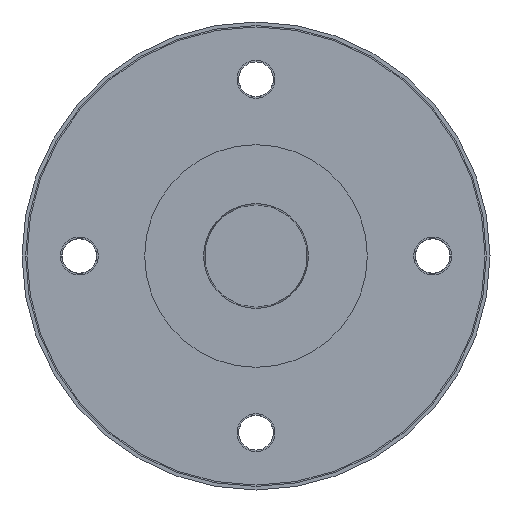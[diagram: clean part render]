
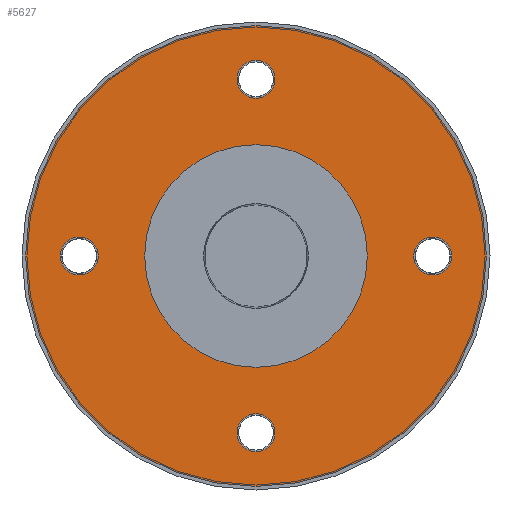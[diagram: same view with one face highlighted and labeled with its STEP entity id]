
A CAD part, front view. The second image highlights one B-rep face of the part: STEP entity #5627.
In plain terms, the highlighted planar face has unit normal (0, -1, 0).
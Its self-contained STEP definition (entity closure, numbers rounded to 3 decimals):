
#19 = CIRCLE ( 'NONE', #34, 2.9 ) ;
#20 = CIRCLE ( 'NONE', #119, 2.9 ) ;
#34 = AXIS2_PLACEMENT_3D ( 'NONE', #3565, #3566, #3567 ) ;
#53 = AXIS2_PLACEMENT_3D ( 'NONE', #3632, #3633, #3634 ) ;
#78 = CIRCLE ( 'NONE', #53, 2.9 ) ;
#105 = CIRCLE ( 'NONE', #134, 2.9 ) ;
#119 = AXIS2_PLACEMENT_3D ( 'NONE', #3664, #3665, #3666 ) ;
#134 = AXIS2_PLACEMENT_3D ( 'NONE', #3557, #3558, #3559 ) ;
#170 = CIRCLE ( 'NONE', #212, 35.2 ) ;
#172 = CIRCLE ( 'NONE', #173, 17. ) ;
#173 = AXIS2_PLACEMENT_3D ( 'NONE', #1264, #1265, #1266 ) ;
#212 = AXIS2_PLACEMENT_3D ( 'NONE', #1271, #1272, #1273 ) ;
#301 = CARTESIAN_POINT ( 'NONE',  ( 0., 0., 0. ) ) ;
#302 = DIRECTION ( 'NONE',  ( 0., 1., 0. ) ) ;
#303 = DIRECTION ( 'NONE',  ( 0., 0., 1. ) ) ;
#355 = CARTESIAN_POINT ( 'NONE',  ( -27., 0., -2.9 ) ) ;
#357 = CARTESIAN_POINT ( 'NONE',  ( -27., 0., 2.9 ) ) ;
#359 = CARTESIAN_POINT ( 'NONE',  ( 0., 0., 24.1 ) ) ;
#367 = CARTESIAN_POINT ( 'NONE',  ( 0., 0., -29.9 ) ) ;
#381 = CARTESIAN_POINT ( 'NONE',  ( 0., 0., 35.2 ) ) ;
#401 = CARTESIAN_POINT ( 'NONE',  ( 0., 0., 29.9 ) ) ;
#408 = CARTESIAN_POINT ( 'NONE',  ( 0., 0., -24.1 ) ) ;
#410 = CARTESIAN_POINT ( 'NONE',  ( 27., 0., 2.9 ) ) ;
#421 = CARTESIAN_POINT ( 'NONE',  ( 27., 0., -2.9 ) ) ;
#525 = CARTESIAN_POINT ( 'NONE',  ( 0., 0., -17. ) ) ;
#533 = CARTESIAN_POINT ( 'NONE',  ( 0., 0., 17. ) ) ;
#540 = CARTESIAN_POINT ( 'NONE',  ( 0., 0., -35.2 ) ) ;
#578 = CARTESIAN_POINT ( 'NONE',  ( 0., 0., 27. ) ) ;
#579 = DIRECTION ( 'NONE',  ( 0., 1., 0. ) ) ;
#580 = DIRECTION ( 'NONE',  ( 0., 0., 1. ) ) ;
#639 = CARTESIAN_POINT ( 'NONE',  ( 0., 0., -27. ) ) ;
#640 = DIRECTION ( 'NONE',  ( 0., 1., 0. ) ) ;
#641 = DIRECTION ( 'NONE',  ( 0., 0., 1. ) ) ;
#822 = AXIS2_PLACEMENT_3D ( 'NONE', #639, #640, #641 ) ;
#826 = CIRCLE ( 'NONE', #822, 2.9 ) ;
#1264 = CARTESIAN_POINT ( 'NONE',  ( 0., 0., 0. ) ) ;
#1265 = DIRECTION ( 'NONE',  ( 0., 1., 0. ) ) ;
#1266 = DIRECTION ( 'NONE',  ( 0., 0., 1. ) ) ;
#1271 = CARTESIAN_POINT ( 'NONE',  ( 0., 0., 0. ) ) ;
#1272 = DIRECTION ( 'NONE',  ( 0., 1., 0. ) ) ;
#1273 = DIRECTION ( 'NONE',  ( 0., 0., 1. ) ) ;
#1535 = CIRCLE ( 'NONE', #1618, 2.9 ) ;
#1585 = AXIS2_PLACEMENT_3D ( 'NONE', #3834, #3835, #3836 ) ;
#1618 = AXIS2_PLACEMENT_3D ( 'NONE', #3673, #3674, #3675 ) ;
#1662 = CIRCLE ( 'NONE', #1722, 2.9 ) ;
#1665 = AXIS2_PLACEMENT_3D ( 'NONE', #4879, #4880, #4881 ) ;
#1666 = CIRCLE ( 'NONE', #1665, 17. ) ;
#1722 = AXIS2_PLACEMENT_3D ( 'NONE', #4887, #4888, #4889 ) ;
#1788 = EDGE_CURVE ( 'NONE', #2876, #2072, #3544, .T. ) ;
#1798 = EDGE_LOOP ( 'NONE', ( #2627, #2606 ) ) ;
#1822 = EDGE_LOOP ( 'NONE', ( #2546, #2877 ) ) ;
#1848 = EDGE_LOOP ( 'NONE', ( #2670, #2634 ) ) ;
#1882 = EDGE_LOOP ( 'NONE', ( #2637, #2671 ) ) ;
#1899 = EDGE_LOOP ( 'NONE', ( #2591, #3016 ) ) ;
#2044 = VERTEX_POINT ( 'NONE', #355 ) ;
#2046 = VERTEX_POINT ( 'NONE', #357 ) ;
#2056 = VERTEX_POINT ( 'NONE', #359 ) ;
#2057 = VERTEX_POINT ( 'NONE', #367 ) ;
#2072 = VERTEX_POINT ( 'NONE', #381 ) ;
#2127 = VERTEX_POINT ( 'NONE', #401 ) ;
#2137 = VERTEX_POINT ( 'NONE', #408 ) ;
#2190 = VERTEX_POINT ( 'NONE', #410 ) ;
#2191 = VERTEX_POINT ( 'NONE', #421 ) ;
#2546 = ORIENTED_EDGE ( 'NONE', *, *, #5561, .T. ) ;
#2547 = ORIENTED_EDGE ( 'NONE', *, *, #5422, .T. ) ;
#2586 = ORIENTED_EDGE ( 'NONE', *, *, #3257, .T. ) ;
#2591 = ORIENTED_EDGE ( 'NONE', *, *, #3243, .T. ) ;
#2606 = ORIENTED_EDGE ( 'NONE', *, *, #5580, .T. ) ;
#2627 = ORIENTED_EDGE ( 'NONE', *, *, #5590, .T. ) ;
#2634 = ORIENTED_EDGE ( 'NONE', *, *, #3383, .T. ) ;
#2637 = ORIENTED_EDGE ( 'NONE', *, *, #3385, .F. ) ;
#2670 = ORIENTED_EDGE ( 'NONE', *, *, #5419, .T. ) ;
#2671 = ORIENTED_EDGE ( 'NONE', *, *, #1788, .F. ) ;
#2756 = VERTEX_POINT ( 'NONE', #525 ) ;
#2818 = VERTEX_POINT ( 'NONE', #533 ) ;
#2876 = VERTEX_POINT ( 'NONE', #540 ) ;
#2877 = ORIENTED_EDGE ( 'NONE', *, *, #5564, .T. ) ;
#3016 = ORIENTED_EDGE ( 'NONE', *, *, #5594, .T. ) ;
#3243 = EDGE_CURVE ( 'NONE', #2127, #2056, #3542, .T. ) ;
#3257 = EDGE_CURVE ( 'NONE', #2057, #2137, #826, .T. ) ;
#3383 = EDGE_CURVE ( 'NONE', #2756, #2818, #172, .T. ) ;
#3385 = EDGE_CURVE ( 'NONE', #2072, #2876, #170, .T. ) ;
#3535 = AXIS2_PLACEMENT_3D ( 'NONE', #301, #302, #303 ) ;
#3539 = AXIS2_PLACEMENT_3D ( 'NONE', #578, #579, #580 ) ;
#3542 = CIRCLE ( 'NONE', #3539, 2.9 ) ;
#3544 = CIRCLE ( 'NONE', #3535, 35.2 ) ;
#3557 = CARTESIAN_POINT ( 'NONE',  ( 27., 0., 0. ) ) ;
#3558 = DIRECTION ( 'NONE',  ( 0., 1., 0. ) ) ;
#3559 = DIRECTION ( 'NONE',  ( 0., 0., 1. ) ) ;
#3565 = CARTESIAN_POINT ( 'NONE',  ( 27., 0., 0. ) ) ;
#3566 = DIRECTION ( 'NONE',  ( 0., 1., 0. ) ) ;
#3567 = DIRECTION ( 'NONE',  ( 0., 0., 1. ) ) ;
#3632 = CARTESIAN_POINT ( 'NONE',  ( -27., 0., 0. ) ) ;
#3633 = DIRECTION ( 'NONE',  ( 0., 1., 0. ) ) ;
#3634 = DIRECTION ( 'NONE',  ( 0., 0., 1. ) ) ;
#3664 = CARTESIAN_POINT ( 'NONE',  ( -27., 0., 0. ) ) ;
#3665 = DIRECTION ( 'NONE',  ( 0., 1., 0. ) ) ;
#3666 = DIRECTION ( 'NONE',  ( 0., 0., 1. ) ) ;
#3673 = CARTESIAN_POINT ( 'NONE',  ( 0., 0., 27. ) ) ;
#3674 = DIRECTION ( 'NONE',  ( 0., 1., 0. ) ) ;
#3675 = DIRECTION ( 'NONE',  ( 0., 0., 1. ) ) ;
#3826 = FACE_BOUND ( 'NONE', #1798, .T. ) ;
#3827 = FACE_BOUND ( 'NONE', #4301, .T. ) ;
#3828 = FACE_BOUND ( 'NONE', #1899, .T. ) ;
#3829 = FACE_BOUND ( 'NONE', #1822, .T. ) ;
#3830 = PLANE ( 'NONE',  #1585 ) ;
#3831 = FACE_OUTER_BOUND ( 'NONE', #1882, .T. ) ;
#3833 = FACE_BOUND ( 'NONE', #1848, .T. ) ;
#3834 = CARTESIAN_POINT ( 'NONE',  ( 17., 0., 0. ) ) ;
#3835 = DIRECTION ( 'NONE',  ( 0., 1., 0. ) ) ;
#3836 = DIRECTION ( 'NONE',  ( 0., 0., 1. ) ) ;
#4301 = EDGE_LOOP ( 'NONE', ( #2547, #2586 ) ) ;
#4879 = CARTESIAN_POINT ( 'NONE',  ( 0., 0., 0. ) ) ;
#4880 = DIRECTION ( 'NONE',  ( 0., 1., 0. ) ) ;
#4881 = DIRECTION ( 'NONE',  ( 0., 0., 1. ) ) ;
#4887 = CARTESIAN_POINT ( 'NONE',  ( 0., 0., -27. ) ) ;
#4888 = DIRECTION ( 'NONE',  ( 0., 1., 0. ) ) ;
#4889 = DIRECTION ( 'NONE',  ( 0., 0., 1. ) ) ;
#5419 = EDGE_CURVE ( 'NONE', #2818, #2756, #1666, .T. ) ;
#5422 = EDGE_CURVE ( 'NONE', #2137, #2057, #1662, .T. ) ;
#5561 = EDGE_CURVE ( 'NONE', #2190, #2191, #105, .T. ) ;
#5564 = EDGE_CURVE ( 'NONE', #2191, #2190, #19, .T. ) ;
#5580 = EDGE_CURVE ( 'NONE', #2044, #2046, #78, .T. ) ;
#5590 = EDGE_CURVE ( 'NONE', #2046, #2044, #20, .T. ) ;
#5594 = EDGE_CURVE ( 'NONE', #2056, #2127, #1535, .T. ) ;
#5627 = ADVANCED_FACE ( 'PLANAR_0', ( #3827, #3829, #3831, #3833, #3826, #3828 ), #3830, .F. ) ;
